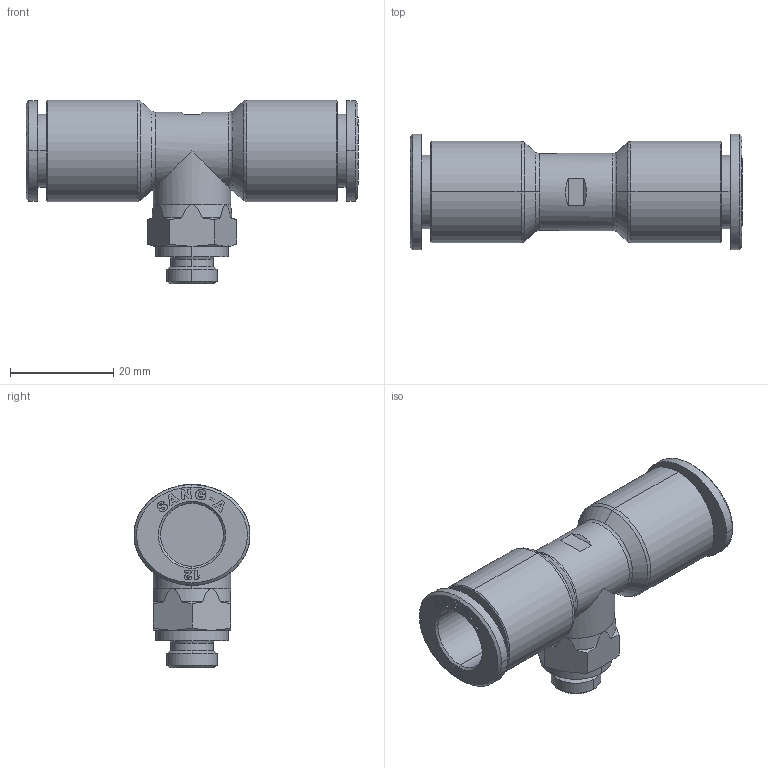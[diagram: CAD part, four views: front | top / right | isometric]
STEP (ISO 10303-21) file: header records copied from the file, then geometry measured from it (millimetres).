
FILE_DESCRIPTION (( 'STEP AP214' ), '1' );
FILE_NAME ('PT12-G01.STEP', '2015-10-14T13:58:08', ( '' ), ( '' ), 'SwSTEP 2.0', 'SolidWorks 2015', '' );
FILE_SCHEMA (( 'AUTOMOTIVE_DESIGN' ));
Length unit declared in the file: millimetre
Products named in the file (2): PT12-G01; ｦ+ﾃｦ1
Assembly tree (1 placements, depth 2):
  PT12-G01
    ｦ+ﾃｦ1
Bounding box: 64.4 x 22.5 x 35.65 mm (x, y, z)
Volume: 14287.4 mm3; surface area: 7906.3 mm2
Topology: 1 solids, 1 shells, 780 faces, 2215 edges, 1466 vertices
Faces by surface type: plane 685, cone 44, cylinder 25, bspline 22, torus 4
Entity records: 27403 total; most frequent: CARTESIAN_POINT 6385, ORIENTED_EDGE 4426, DIRECTION 3768, EDGE_CURVE 2213, LINE 2002, VECTOR 2002, VERTEX_POINT 1466, AXIS2_PLACEMENT_3D 883
